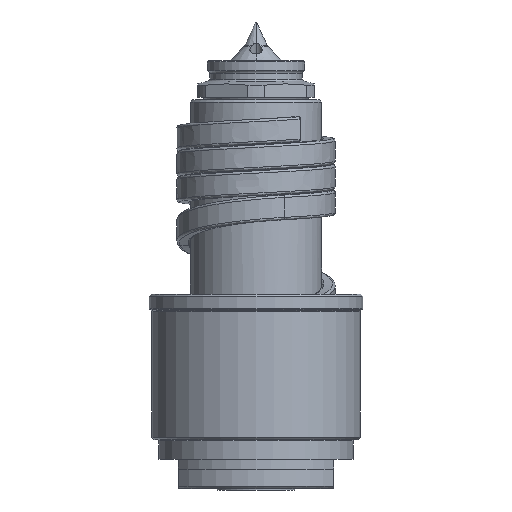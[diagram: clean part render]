
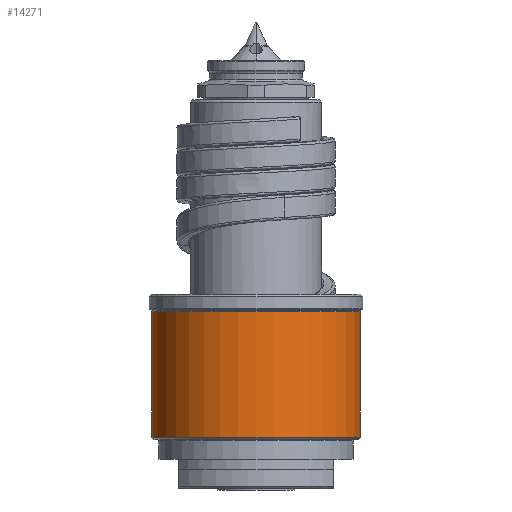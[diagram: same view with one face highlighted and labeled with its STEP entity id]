
A CAD part, front view. The second image highlights one B-rep face of the part: STEP entity #14271.
In plain terms, the highlighted cylindrical face has radius 21.5 mm (diameter 43 mm), a partial arc.
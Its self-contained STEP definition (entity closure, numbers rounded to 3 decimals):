
#5474=CARTESIAN_POINT('',(0.,0.,10.583));
#5475=DIRECTION('',(0.,0.,1.));
#5476=DIRECTION('',(-1.,0.,0.));
#5477=AXIS2_PLACEMENT_3D('',#5474,#5475,#5476);
#5479=DIRECTION('',(0.,0.,-1.));
#5480=VECTOR('',#5479,25.834);
#5481=CARTESIAN_POINT('',(-21.5,0.,36.417));
#5482=LINE('',#5481,#5480);
#5483=CARTESIAN_POINT('',(0.,0.,36.417));
#5484=DIRECTION('',(0.,0.,1.));
#5485=DIRECTION('',(-1.,0.,0.));
#5486=AXIS2_PLACEMENT_3D('',#5483,#5484,#5485);
#5488=DIRECTION('',(0.,0.,-1.));
#5489=VECTOR('',#5488,25.834);
#5490=CARTESIAN_POINT('',(21.5,0.,36.417));
#5491=LINE('',#5490,#5489);
#5832=CARTESIAN_POINT('',(21.5,0.,36.417));
#5833=CARTESIAN_POINT('',(-21.5,0.,36.417));
#5834=VERTEX_POINT('',#5832);
#5835=VERTEX_POINT('',#5833);
#5858=CARTESIAN_POINT('',(21.5,0.,10.583));
#5859=VERTEX_POINT('',#5858);
#5860=CARTESIAN_POINT('',(-21.5,0.,10.583));
#5861=VERTEX_POINT('',#5860);
#14259=CARTESIAN_POINT('',(0.,0.,8.5));
#14260=DIRECTION('',(0.,0.,1.));
#14261=DIRECTION('',(-1.,0.,0.));
#14262=AXIS2_PLACEMENT_3D('',#14259,#14260,#14261);
#14263=CYLINDRICAL_SURFACE('',#14262,21.5);
#14264=ORIENTED_EDGE('',*,*,#12294,.F.);
#14265=ORIENTED_EDGE('',*,*,#12275,.F.);
#14267=ORIENTED_EDGE('',*,*,#14266,.T.);
#14268=ORIENTED_EDGE('',*,*,#12271,.T.);
#14269=EDGE_LOOP('',(#14264,#14265,#14267,#14268));
#14270=FACE_OUTER_BOUND('',#14269,.F.);
#5478=CIRCLE('',#5477,21.5);
#5487=CIRCLE('',#5486,21.5);
#12271=EDGE_CURVE('',#5834,#5859,#5491,.T.);
#12275=EDGE_CURVE('',#5835,#5861,#5482,.T.);
#12294=EDGE_CURVE('',#5861,#5859,#5478,.T.);
#14266=EDGE_CURVE('',#5835,#5834,#5487,.T.);
#14271=ADVANCED_FACE('',(#14270),#14263,.T.);
